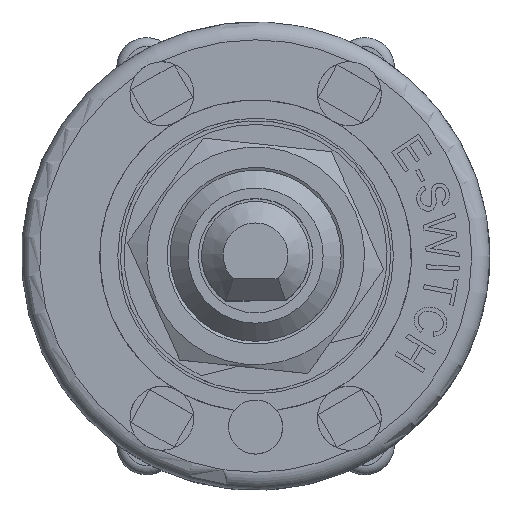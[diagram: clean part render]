
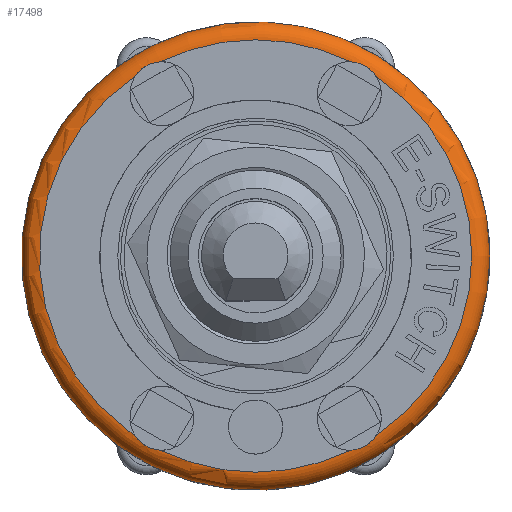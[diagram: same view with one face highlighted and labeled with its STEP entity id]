
A CAD part, top view. The second image highlights one B-rep face of the part: STEP entity #17498.
In plain terms, the highlighted toroidal (fillet/blend) face has major radius 12 mm and minor radius 1 mm.
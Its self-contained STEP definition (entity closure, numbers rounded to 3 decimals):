
#16904=CARTESIAN_POINT('',(13.0,0.,9.5));
#16905=VERTEX_POINT('',#16904);
#16906=CARTESIAN_POINT('',(0.0,0.0,9.5));
#16907=DIRECTION('',(0.0,0.0,1.0));
#16908=DIRECTION('',(-1.0,0.0,0.0));
#16909=AXIS2_PLACEMENT_3D('',#16906,#16907,#16908);
#16910=CIRCLE('',#16909,13.0);
#16911=EDGE_CURVE('',#16905,#16905,#16910,.T.);
#17111=CARTESIAN_POINT('',(-6.7,9.955,10.5));
#17112=VERTEX_POINT('',#17111);
#17113=CARTESIAN_POINT('',(-5.271,10.78,10.5));
#17114=VERTEX_POINT('',#17113);
#17115=CARTESIAN_POINT('',(-6.7,9.955,10.5));
#17116=CARTESIAN_POINT('',(-6.646,10.041,10.5));
#17117=CARTESIAN_POINT('',(-6.583,10.124,10.498));
#17118=CARTESIAN_POINT('',(-6.428,10.294,10.491));
#17119=CARTESIAN_POINT('',(-6.335,10.377,10.488));
#17120=CARTESIAN_POINT('',(-6.15,10.51,10.484));
#17121=CARTESIAN_POINT('',(-6.061,10.563,10.484));
#17122=CARTESIAN_POINT('',(-5.859,10.659,10.487));
#17123=CARTESIAN_POINT('',(-5.747,10.7,10.49));
#17124=CARTESIAN_POINT('',(-5.51,10.759,10.497));
#17125=CARTESIAN_POINT('',(-5.39,10.775,10.5));
#17126=CARTESIAN_POINT('',(-5.271,10.78,10.5));
#17127=B_SPLINE_CURVE_WITH_KNOTS('',3,(#17115,#17116,#17117,#17118,#17119,#17120,#17121,#17122,#17123,#17124,#17125,#17126),.UNSPECIFIED.,.F.,.U.,(4,2,2,2,2,4),(-0.269,-0.245,-0.216,-0.192,-0.165,-0.136),.UNSPECIFIED.);
#17128=EDGE_CURVE('',#17112,#17114,#17127,.T.);
#17179=CARTESIAN_POINT('',(-5.271,-10.78,10.5));
#17180=VERTEX_POINT('',#17179);
#17181=CARTESIAN_POINT('',(-6.7,-9.955,10.5));
#17182=VERTEX_POINT('',#17181);
#17183=CARTESIAN_POINT('',(-5.271,-10.78,10.5));
#17184=CARTESIAN_POINT('',(-5.373,-10.776,10.5));
#17185=CARTESIAN_POINT('',(-5.476,-10.763,10.498));
#17186=CARTESIAN_POINT('',(-5.701,-10.714,10.491));
#17187=CARTESIAN_POINT('',(-5.819,-10.675,10.488));
#17188=CARTESIAN_POINT('',(-6.027,-10.581,10.484));
#17189=CARTESIAN_POINT('',(-6.117,-10.53,10.484));
#17190=CARTESIAN_POINT('',(-6.301,-10.404,10.487));
#17191=CARTESIAN_POINT('',(-6.393,-10.327,10.49));
#17192=CARTESIAN_POINT('',(-6.562,-10.151,10.497));
#17193=CARTESIAN_POINT('',(-6.637,-10.055,10.5));
#17194=CARTESIAN_POINT('',(-6.7,-9.955,10.5));
#17195=B_SPLINE_CURVE_WITH_KNOTS('',3,(#17183,#17184,#17185,#17186,#17187,#17188,#17189,#17190,#17191,#17192,#17193,#17194),.UNSPECIFIED.,.F.,.U.,(4,2,2,2,2,4),(-0.269,-0.245,-0.216,-0.192,-0.165,-0.136),.UNSPECIFIED.);
#17196=EDGE_CURVE('',#17180,#17182,#17195,.T.);
#17273=CARTESIAN_POINT('',(6.7,-9.955,10.5));
#17274=VERTEX_POINT('',#17273);
#17275=CARTESIAN_POINT('',(5.271,-10.78,10.5));
#17276=VERTEX_POINT('',#17275);
#17277=CARTESIAN_POINT('',(6.7,-9.955,10.5));
#17278=CARTESIAN_POINT('',(6.646,-10.041,10.5));
#17279=CARTESIAN_POINT('',(6.583,-10.124,10.498));
#17280=CARTESIAN_POINT('',(6.428,-10.294,10.491));
#17281=CARTESIAN_POINT('',(6.335,-10.377,10.488));
#17282=CARTESIAN_POINT('',(6.15,-10.51,10.484));
#17283=CARTESIAN_POINT('',(6.061,-10.563,10.484));
#17284=CARTESIAN_POINT('',(5.859,-10.659,10.487));
#17285=CARTESIAN_POINT('',(5.747,-10.7,10.49));
#17286=CARTESIAN_POINT('',(5.51,-10.759,10.497));
#17287=CARTESIAN_POINT('',(5.39,-10.775,10.5));
#17288=CARTESIAN_POINT('',(5.271,-10.78,10.5));
#17289=B_SPLINE_CURVE_WITH_KNOTS('',3,(#17277,#17278,#17279,#17280,#17281,#17282,#17283,#17284,#17285,#17286,#17287,#17288),.UNSPECIFIED.,.F.,.U.,(4,2,2,2,2,4),(-0.269,-0.245,-0.216,-0.192,-0.165,-0.136),.UNSPECIFIED.);
#17290=EDGE_CURVE('',#17274,#17276,#17289,.T.);
#17393=CARTESIAN_POINT('',(5.271,10.78,10.5));
#17394=VERTEX_POINT('',#17393);
#17395=CARTESIAN_POINT('',(6.7,9.955,10.5));
#17396=VERTEX_POINT('',#17395);
#17397=CARTESIAN_POINT('',(5.271,10.78,10.5));
#17398=CARTESIAN_POINT('',(5.373,10.776,10.5));
#17399=CARTESIAN_POINT('',(5.476,10.763,10.498));
#17400=CARTESIAN_POINT('',(5.701,10.714,10.491));
#17401=CARTESIAN_POINT('',(5.819,10.675,10.488));
#17402=CARTESIAN_POINT('',(6.027,10.581,10.484));
#17403=CARTESIAN_POINT('',(6.117,10.53,10.484));
#17404=CARTESIAN_POINT('',(6.301,10.404,10.487));
#17405=CARTESIAN_POINT('',(6.393,10.327,10.49));
#17406=CARTESIAN_POINT('',(6.562,10.151,10.497));
#17407=CARTESIAN_POINT('',(6.637,10.055,10.5));
#17408=CARTESIAN_POINT('',(6.7,9.955,10.5));
#17409=B_SPLINE_CURVE_WITH_KNOTS('',3,(#17397,#17398,#17399,#17400,#17401,#17402,#17403,#17404,#17405,#17406,#17407,#17408),.UNSPECIFIED.,.F.,.U.,(4,2,2,2,2,4),(-0.269,-0.245,-0.216,-0.192,-0.165,-0.136),.UNSPECIFIED.);
#17410=EDGE_CURVE('',#17394,#17396,#17409,.T.);
#17456=CARTESIAN_POINT('',(0.0,0.0,9.5));
#17457=DIRECTION('',(0.0,0.0,-1.0));
#17458=DIRECTION('',(-1.0,0.0,0.0));
#17459=AXIS2_PLACEMENT_3D('',#17456,#17457,#17458);
#17460=TOROIDAL_SURFACE('',#17459,12.0,1.0);
#17461=ORIENTED_EDGE('',*,*,#16911,.T.);
#17462=EDGE_LOOP('',(#17461));
#17463=FACE_OUTER_BOUND('',#17462,.T.);
#17464=ORIENTED_EDGE('',*,*,#17128,.T.);
#17465=CARTESIAN_POINT('',(0.0,0.0,10.5));
#17466=DIRECTION('',(0.0,0.0,-1.0));
#17467=DIRECTION('',(-1.0,0.0,0.0));
#17468=AXIS2_PLACEMENT_3D('',#17465,#17466,#17467);
#17469=CIRCLE('',#17468,12.0);
#17470=EDGE_CURVE('',#17114,#17394,#17469,.T.);
#17471=ORIENTED_EDGE('',*,*,#17470,.T.);
#17472=ORIENTED_EDGE('',*,*,#17410,.T.);
#17473=CARTESIAN_POINT('',(0.0,0.0,10.5));
#17474=DIRECTION('',(0.0,0.0,-1.0));
#17475=DIRECTION('',(-1.0,0.0,0.0));
#17476=AXIS2_PLACEMENT_3D('',#17473,#17474,#17475);
#17477=CIRCLE('',#17476,12.0);
#17478=EDGE_CURVE('',#17396,#17274,#17477,.T.);
#17479=ORIENTED_EDGE('',*,*,#17478,.T.);
#17480=ORIENTED_EDGE('',*,*,#17290,.T.);
#17481=CARTESIAN_POINT('',(0.0,0.0,10.5));
#17482=DIRECTION('',(0.0,0.0,-1.0));
#17483=DIRECTION('',(-1.0,0.0,0.0));
#17484=AXIS2_PLACEMENT_3D('',#17481,#17482,#17483);
#17485=CIRCLE('',#17484,12.0);
#17486=EDGE_CURVE('',#17276,#17180,#17485,.T.);
#17487=ORIENTED_EDGE('',*,*,#17486,.T.);
#17488=ORIENTED_EDGE('',*,*,#17196,.T.);
#17489=CARTESIAN_POINT('',(0.0,0.0,10.5));
#17490=DIRECTION('',(0.0,0.0,-1.0));
#17491=DIRECTION('',(-1.0,0.0,0.0));
#17492=AXIS2_PLACEMENT_3D('',#17489,#17490,#17491);
#17493=CIRCLE('',#17492,12.0);
#17494=EDGE_CURVE('',#17182,#17112,#17493,.T.);
#17495=ORIENTED_EDGE('',*,*,#17494,.T.);
#17496=EDGE_LOOP('',(#17464,#17471,#17472,#17479,#17480,#17487,#17488,#17495));
#17497=FACE_BOUND('',#17496,.T.);
#17498=ADVANCED_FACE('',(#17463,#17497),#17460,.T.);
